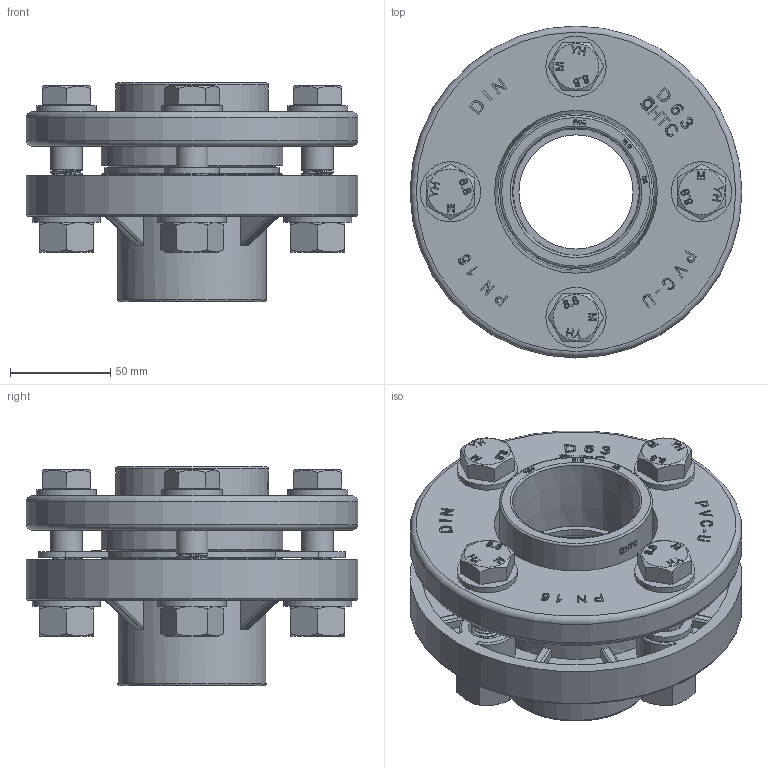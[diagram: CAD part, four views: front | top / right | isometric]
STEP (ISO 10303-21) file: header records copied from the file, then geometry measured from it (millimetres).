
FILE_DESCRIPTION(/* description */ (''),/* implementation_level */ '2;1');
FILE_NAME(/* name */ 'AF0706.000.063.step',/* time_stamp */ '2026-02-13T11:28:00+01:00',/* author */ (''),/* organization */ (''),/* preprocessor_version */ 'ST-DEVELOPER v20.1',/* originating_system */ 'Autodesk Translation Framework v14.24.0.0',/* authorisation */ '');
FILE_SCHEMA (('AUTOMOTIVE_DESIGN { 1 0 10303 214 3 1 1 }'));
Length unit declared in the file: millimetre
Products named in the file (9): 2026-02-13-07-39-02-049; 2026-02-13-08-39-53-421; 2026-02-13-08-39-54-992; 2026-02-13-08-40-21-672; 2026-02-13-10-47-31-358; 2026-02-13-10-47-31-457; 2026-02-13-10-47-31-465; 2026-02-13-10-47-31-467; 2026-02-13-10-47-31-464
Assembly tree (8 placements, depth 3):
  2026-02-13-07-39-02-049
    2026-02-13-08-39-53-421
    2026-02-13-08-39-54-992
    2026-02-13-08-40-21-672
    2026-02-13-10-47-31-358
      2026-02-13-10-47-31-457
      2026-02-13-10-47-31-465
      2026-02-13-10-47-31-467
      2026-02-13-10-47-31-464
Bounding box: 165.2 x 165.2 x 109.05 mm (x, y, z)
Volume: 651775.4 mm3; surface area: 237470.2 mm2
Topology: 20 solids, 20 shells, 1978 faces, 5298 edges, 3518 vertices
Faces by surface type: plane 831, bspline 698, cylinder 371, cone 43, torus 35
Full cylindrical faces by diameter (mm): 3.5 x1, 4.667 x1, 13.534 x72, 15.519 x12, 15.822 x76, 17 x4, 18 x6, 18.293 x16, 19 x8, 30 x4, 34 x4, 56.8 x1, 60.2 x1, 63 x1, 67.2 x1, 70 x1, 74 x1, 76 x1, 77.1 x1, 79.9 x1, 87.3 x1, 90.1 x1, 90.5 x1, 165 x1, 165.2 x1
Entity records: 93163 total; most frequent: CARTESIAN_POINT 48646, ORIENTED_EDGE 10596, DIRECTION 6706, EDGE_CURVE 5298, VERTEX_POINT 3518, LINE 2800, VECTOR 2800, EDGE_LOOP 2188
